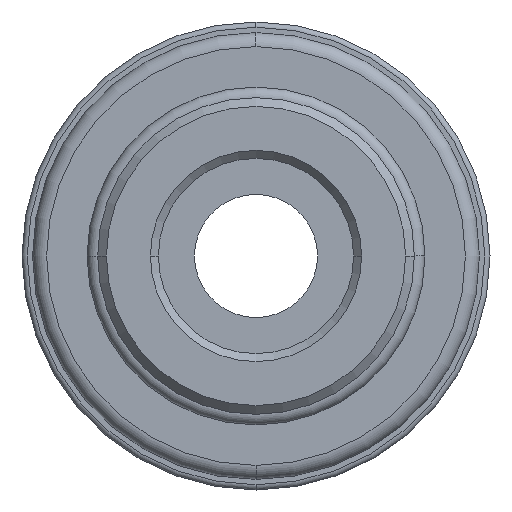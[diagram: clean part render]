
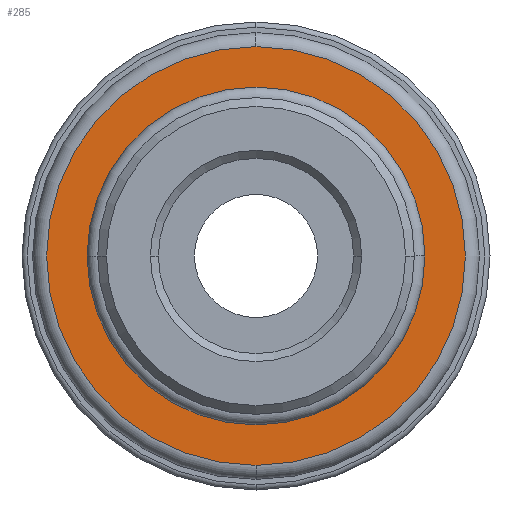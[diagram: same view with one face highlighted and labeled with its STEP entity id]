
A CAD part, front view. The second image highlights one B-rep face of the part: STEP entity #285.
In plain terms, the highlighted planar face has unit normal (0, -1, 0).
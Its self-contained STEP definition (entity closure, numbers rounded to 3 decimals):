
#285=ADVANCED_FACE('',(#578,#579),#580,.T.);
#578=FACE_OUTER_BOUND('',#879,.T.);
#579=FACE_BOUND('',#880,.T.);
#580=PLANE('',#881);
#879=EDGE_LOOP('',(#1620,#1621));
#880=EDGE_LOOP('',(#1622,#1623));
#881=AXIS2_PLACEMENT_3D('',#1624,#1625,#1626);
#1620=ORIENTED_EDGE('',*,*,#1904,.F.);
#1621=ORIENTED_EDGE('',*,*,#1793,.F.);
#1622=ORIENTED_EDGE('',*,*,#1854,.T.);
#1623=ORIENTED_EDGE('',*,*,#1881,.T.);
#1624=CARTESIAN_POINT('',(10.45,3.0,0.0));
#1625=DIRECTION('',(0.0,-1.0,0.0));
#1626=DIRECTION('',(0.0,0.0,-1.0));
#1793=EDGE_CURVE('',#2147,#2150,#2151,.T.);
#1854=EDGE_CURVE('',#2254,#2252,#2255,.T.);
#1881=EDGE_CURVE('',#2252,#2254,#2286,.T.);
#1904=EDGE_CURVE('',#2150,#2147,#2309,.T.);
#2147=VERTEX_POINT('',#2608);
#2150=VERTEX_POINT('',#2611);
#2151=CIRCLE('',#2612,11.9);
#2252=VERTEX_POINT('',#2731);
#2254=VERTEX_POINT('',#2733);
#2255=CIRCLE('',#2734,9.52);
#2286=CIRCLE('',#2765,9.52);
#2309=CIRCLE('',#2788,11.9);
#2608=CARTESIAN_POINT('',(0.,3.0,11.9));
#2611=CARTESIAN_POINT('',(0.,3.0,-11.9));
#2612=AXIS2_PLACEMENT_3D('',#3166,#3167,#3168);
#2731=CARTESIAN_POINT('',(-9.52,3.0,0.));
#2733=CARTESIAN_POINT('',(9.52,3.0,0.));
#2734=AXIS2_PLACEMENT_3D('',#3280,#3281,#3282);
#2765=AXIS2_PLACEMENT_3D('',#3334,#3335,#3336);
#2788=AXIS2_PLACEMENT_3D('',#3370,#3371,#3372);
#3166=CARTESIAN_POINT('',(0.0,3.0,0.0));
#3167=DIRECTION('',(-0.0,1.0,0.0));
#3168=DIRECTION('',(1.0,0.0,0.0));
#3280=CARTESIAN_POINT('',(0.0,3.0,0.0));
#3281=DIRECTION('',(0.0,1.0,0.0));
#3282=DIRECTION('',(0.0,0.0,-1.0));
#3334=CARTESIAN_POINT('',(0.0,3.0,0.0));
#3335=DIRECTION('',(0.0,1.0,0.0));
#3336=DIRECTION('',(0.0,0.0,-1.0));
#3370=CARTESIAN_POINT('',(0.0,3.0,0.0));
#3371=DIRECTION('',(-0.0,1.0,0.0));
#3372=DIRECTION('',(1.0,0.0,0.0));
